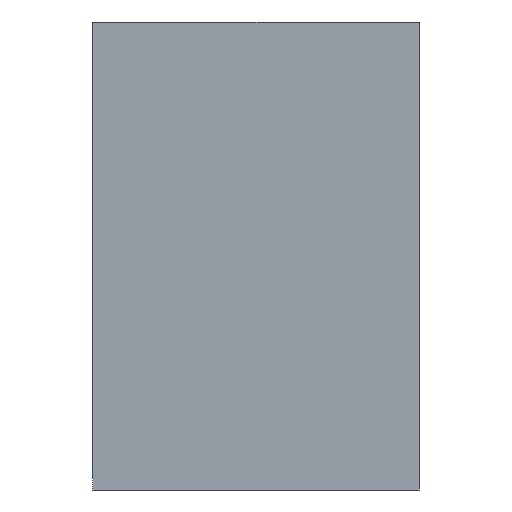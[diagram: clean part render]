
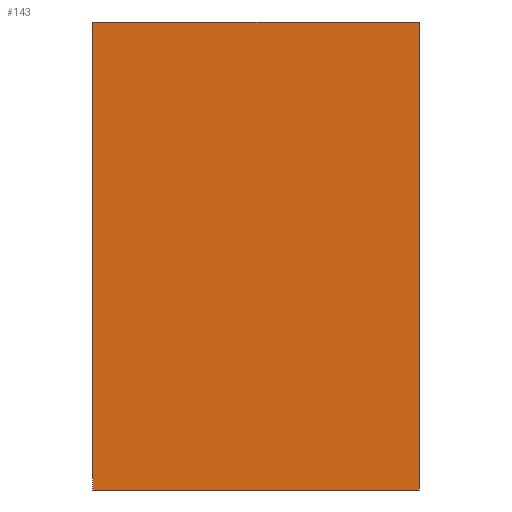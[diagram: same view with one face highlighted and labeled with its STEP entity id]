
A CAD part, left-side view. The second image highlights one B-rep face of the part: STEP entity #143.
In plain terms, the highlighted planar face has unit normal (-1, 0, 0).
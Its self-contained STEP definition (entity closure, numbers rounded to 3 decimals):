
#14 = LINE ( 'NONE', #429, #444 ) ;
#31 = CARTESIAN_POINT ( 'NONE',  ( -80., 26.5, 76. ) ) ;
#45 = DIRECTION ( 'NONE',  ( 0., 0., -1. ) ) ;
#46 = ORIENTED_EDGE ( 'NONE', *, *, #434, .F. ) ;
#54 = DIRECTION ( 'NONE',  ( 0., 0., -1. ) ) ;
#88 = VERTEX_POINT ( 'NONE', #527 ) ;
#143 = ADVANCED_FACE ( 'NONE', ( #187 ), #521, .F. ) ;
#168 = ORIENTED_EDGE ( 'NONE', *, *, #807, .F. ) ;
#187 = FACE_OUTER_BOUND ( 'NONE', #599, .T. ) ;
#191 = LINE ( 'NONE', #750, #493 ) ;
#244 = CARTESIAN_POINT ( 'NONE',  ( -80., 26.5, 76. ) ) ;
#250 = VECTOR ( 'NONE', #45, 1000. ) ;
#278 = VERTEX_POINT ( 'NONE', #660 ) ;
#322 = CARTESIAN_POINT ( 'NONE',  ( -80., -26.5, 76. ) ) ;
#380 = AXIS2_PLACEMENT_3D ( 'NONE', #322, #864, #54 ) ;
#395 = ORIENTED_EDGE ( 'NONE', *, *, #873, .T. ) ;
#416 = DIRECTION ( 'NONE',  ( 0., -1., 0. ) ) ;
#429 = CARTESIAN_POINT ( 'NONE',  ( -80., -26.5, 76. ) ) ;
#434 = EDGE_CURVE ( 'NONE', #88, #805, #14, .T. ) ;
#444 = VECTOR ( 'NONE', #700, 1000. ) ;
#454 = LINE ( 'NONE', #244, #250 ) ;
#465 = ORIENTED_EDGE ( 'NONE', *, *, #634, .T. ) ;
#493 = VECTOR ( 'NONE', #416, 1000. ) ;
#501 = VECTOR ( 'NONE', #815, 1000. ) ;
#521 = PLANE ( 'NONE',  #380 ) ;
#527 = CARTESIAN_POINT ( 'NONE',  ( -80., -26.5, 76. ) ) ;
#599 = EDGE_LOOP ( 'NONE', ( #395, #46, #168, #465 ) ) ;
#600 = CARTESIAN_POINT ( 'NONE',  ( -80., -26.5, 76. ) ) ;
#634 = EDGE_CURVE ( 'NONE', #842, #278, #454, .T. ) ;
#660 = CARTESIAN_POINT ( 'NONE',  ( -80., 26.5, 0. ) ) ;
#673 = CARTESIAN_POINT ( 'NONE',  ( -80., -26.5, 0. ) ) ;
#678 = LINE ( 'NONE', #600, #501 ) ;
#700 = DIRECTION ( 'NONE',  ( 0., 0., -1. ) ) ;
#750 = CARTESIAN_POINT ( 'NONE',  ( -80., -26.5, 0. ) ) ;
#805 = VERTEX_POINT ( 'NONE', #673 ) ;
#807 = EDGE_CURVE ( 'NONE', #842, #88, #678, .T. ) ;
#815 = DIRECTION ( 'NONE',  ( 0., -1., 0. ) ) ;
#842 = VERTEX_POINT ( 'NONE', #31 ) ;
#864 = DIRECTION ( 'NONE',  ( 1., 0., 0. ) ) ;
#873 = EDGE_CURVE ( 'NONE', #278, #805, #191, .T. ) ;
